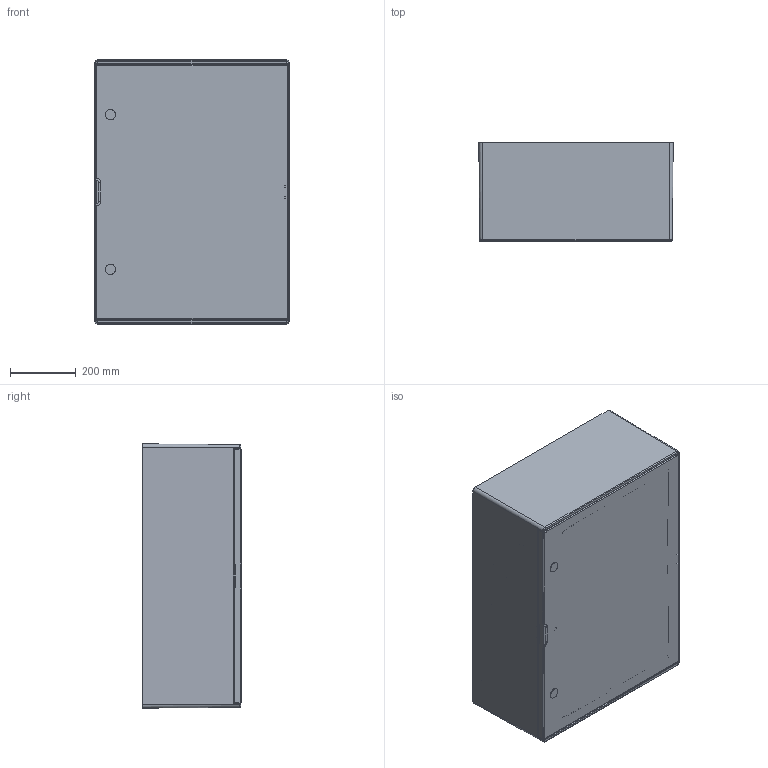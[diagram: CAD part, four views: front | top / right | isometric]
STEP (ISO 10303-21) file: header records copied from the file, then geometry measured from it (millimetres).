
FILE_DESCRIPTION((''),'2;1');
FILE_NAME('GW46006F_ASM','2020-10-09T09:55:55',('user'),('Axiro Italia'),'CREO PARAMETRIC BY PTC INC, 2020074','CREO PARAMETRIC BY PTC INC, 2020074','');
FILE_SCHEMA(('CONFIG_CONTROL_DESIGN'));
Products named in the file (3): 55710164XXX2_FONDO_QUADRO_6_GR; 55710172C2XX_PORTA_CIECA_QP_6GR; GW46006F_ASM
Assembly tree (2 placements, depth 2):
  GW46006F_ASM
    55710164XXX2_FONDO_QUADRO_6_GR
    55710172C2XX_PORTA_CIECA_QP_6GR
Bounding box: 591.24 x 302.3 x 804 mm (x, y, z)
Volume: 8769993 mm3; surface area: 4375217.7 mm2
Topology: 2 solids, 2 shells, 1545 faces, 4024 edges, 2664 vertices
Faces by surface type: plane 924, cone 507, cylinder 76, bspline 38
Entity records: 53514 total; most frequent: CARTESIAN_POINT 16230, ORIENTED_EDGE 8040, DIRECTION 7194, EDGE_CURVE 4020, VERTEX_POINT 2664, AXIS2_PLACEMENT_3D 2472, VECTOR 2250, LINE 2250
